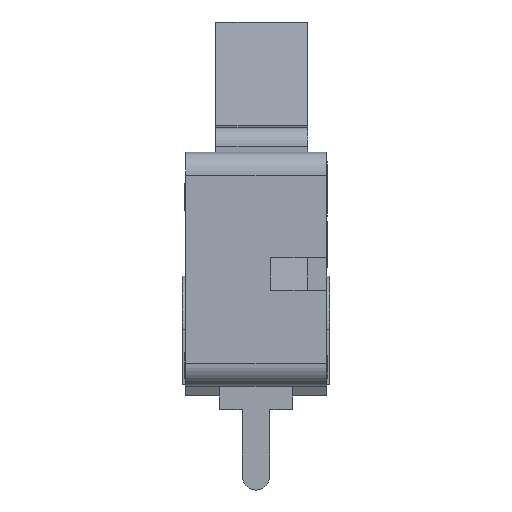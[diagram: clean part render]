
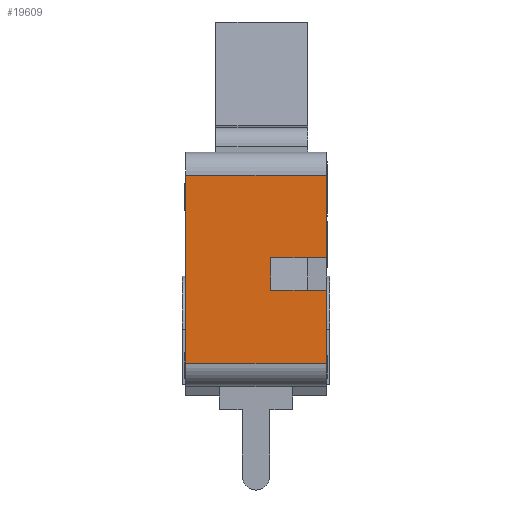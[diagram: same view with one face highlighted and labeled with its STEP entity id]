
A CAD part, left-side view. The second image highlights one B-rep face of the part: STEP entity #19609.
In plain terms, the highlighted planar face has unit normal (-1, 0, 0).
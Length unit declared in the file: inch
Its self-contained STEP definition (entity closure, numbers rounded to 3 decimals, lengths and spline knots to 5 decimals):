
#2138=CARTESIAN_POINT('',(-0.20472,-0.24016,0.12205));
#2139=VERTEX_POINT('',#2138);
#2146=CARTESIAN_POINT('',(-0.20472,-0.14567,0.12205));
#2147=VERTEX_POINT('',#2146);
#2148=CARTESIAN_POINT('',(-0.20472,-0.14567,0.12205));
#2149=DIRECTION('',(0.0,-1.0,0.0));
#2150=VECTOR('',#2149,0.09449);
#2151=LINE('',#2148,#2150);
#2152=EDGE_CURVE('',#2147,#2139,#2151,.T.);
#15681=CARTESIAN_POINT('',(-0.20472,-0.24016,0.06693));
#15682=VERTEX_POINT('',#15681);
#15689=CARTESIAN_POINT('',(-0.20472,-0.24016,-0.05906));
#15690=VERTEX_POINT('',#15689);
#15691=CARTESIAN_POINT('',(-0.20472,-0.24016,-0.05906));
#15692=DIRECTION('',(0.0,0.0,1.0));
#15693=VECTOR('',#15692,0.12598);
#15694=LINE('',#15691,#15693);
#15695=EDGE_CURVE('',#15690,#15682,#15694,.T.);
#15851=CARTESIAN_POINT('',(-0.20472,-0.24016,0.26378));
#15852=VERTEX_POINT('',#15851);
#15860=CARTESIAN_POINT('',(-0.20472,-0.24016,0.12205));
#15861=DIRECTION('',(0.0,0.0,1.0));
#15862=VECTOR('',#15861,0.14173);
#15863=LINE('',#15860,#15862);
#15864=EDGE_CURVE('',#2139,#15852,#15863,.T.);
#16678=CARTESIAN_POINT('',(-0.20472,-0.14567,0.06693));
#16679=VERTEX_POINT('',#16678);
#16688=CARTESIAN_POINT('',(-0.20472,-0.24016,0.06693));
#16689=DIRECTION('',(0.0,1.0,0.0));
#16690=VECTOR('',#16689,0.09449);
#16691=LINE('',#16688,#16690);
#16692=EDGE_CURVE('',#15682,#16679,#16691,.T.);
#17851=CARTESIAN_POINT('',(-0.20472,0.0,-0.05906));
#17852=VERTEX_POINT('',#17851);
#17860=CARTESIAN_POINT('',(-0.20472,0.0,0.26378));
#17861=VERTEX_POINT('',#17860);
#17862=CARTESIAN_POINT('',(-0.20472,0.0,0.26378));
#17863=DIRECTION('',(0.0,0.0,-1.0));
#17864=VECTOR('',#17863,0.32283);
#17865=LINE('',#17862,#17864);
#17866=EDGE_CURVE('',#17861,#17852,#17865,.T.);
#19573=CARTESIAN_POINT('',(-0.20472,-0.14567,0.06693));
#19574=DIRECTION('',(0.0,0.0,1.0));
#19575=VECTOR('',#19574,0.05512);
#19576=LINE('',#19573,#19575);
#19577=EDGE_CURVE('',#16679,#2147,#19576,.T.);
#19584=CARTESIAN_POINT('',(-0.20472,-0.25217,-0.0752));
#19585=DIRECTION('',(-1.0,0.0,0.0));
#19586=DIRECTION('',(0.0,0.0,1.0));
#19587=AXIS2_PLACEMENT_3D('',#19584,#19585,#19586);
#19588=PLANE('',#19587);
#19589=ORIENTED_EDGE('',*,*,#17866,.T.);
#19590=CARTESIAN_POINT('',(-0.20472,-0.24016,-0.05906));
#19591=DIRECTION('',(0.0,1.0,0.0));
#19592=VECTOR('',#19591,0.24016);
#19593=LINE('',#19590,#19592);
#19594=EDGE_CURVE('',#15690,#17852,#19593,.T.);
#19595=ORIENTED_EDGE('',*,*,#19594,.F.);
#19596=ORIENTED_EDGE('',*,*,#15695,.T.);
#19597=ORIENTED_EDGE('',*,*,#16692,.T.);
#19598=ORIENTED_EDGE('',*,*,#19577,.T.);
#19599=ORIENTED_EDGE('',*,*,#2152,.T.);
#19600=ORIENTED_EDGE('',*,*,#15864,.T.);
#19601=CARTESIAN_POINT('',(-0.20472,-0.24016,0.26378));
#19602=DIRECTION('',(0.0,1.0,0.0));
#19603=VECTOR('',#19602,0.24016);
#19604=LINE('',#19601,#19603);
#19605=EDGE_CURVE('',#15852,#17861,#19604,.T.);
#19606=ORIENTED_EDGE('',*,*,#19605,.T.);
#19607=EDGE_LOOP('',(#19589,#19595,#19596,#19597,#19598,#19599,#19600,#19606));
#19608=FACE_OUTER_BOUND('',#19607,.T.);
#19609=ADVANCED_FACE('',(#19608),#19588,.T.);
